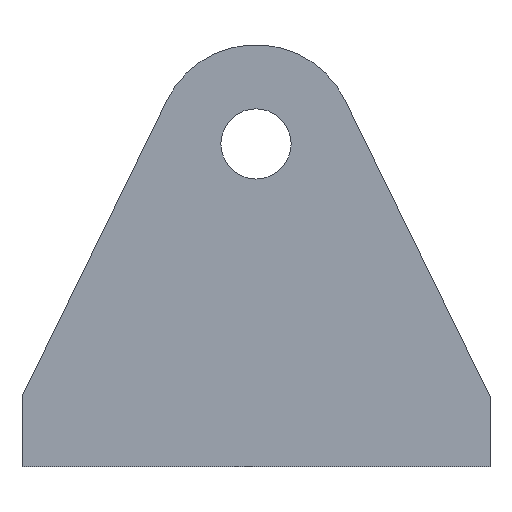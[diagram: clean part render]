
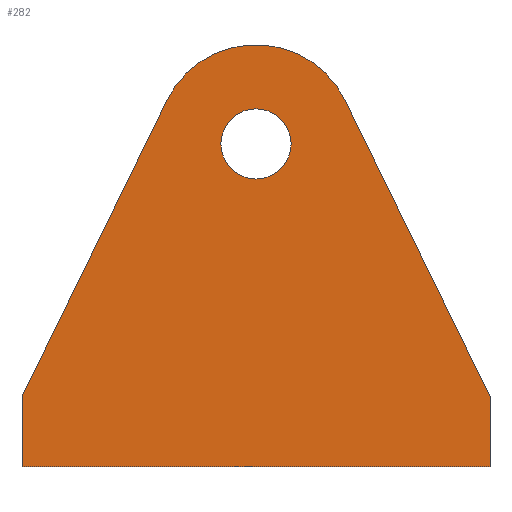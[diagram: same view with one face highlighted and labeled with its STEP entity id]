
A CAD part, front view. The second image highlights one B-rep face of the part: STEP entity #282.
In plain terms, the highlighted planar face has unit normal (0, -1, 0).
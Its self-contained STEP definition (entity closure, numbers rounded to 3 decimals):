
#30 = AXIS2_PLACEMENT_3D ( 'NONE', #518, #150, #391 ) ;
#32 = DIRECTION ( 'NONE',  ( 1., 0., 0. ) ) ;
#46 = PLANE ( 'NONE',  #251 ) ;
#52 = CIRCLE ( 'NONE', #487, 1.5 ) ;
#59 = ORIENTED_EDGE ( 'NONE', *, *, #317, .T. ) ;
#67 = CIRCLE ( 'NONE', #353, 4.24 ) ;
#84 = CARTESIAN_POINT ( 'NONE',  ( -5., -6.5, 3. ) ) ;
#88 = VERTEX_POINT ( 'NONE', #361 ) ;
#92 = CARTESIAN_POINT ( 'NONE',  ( 8.809, -6.5, 15.662 ) ) ;
#97 = ORIENTED_EDGE ( 'NONE', *, *, #198, .T. ) ;
#104 = CARTESIAN_POINT ( 'NONE',  ( 15., -6.5, 3. ) ) ;
#115 = CARTESIAN_POINT ( 'NONE',  ( 15., -6.5, 3. ) ) ;
#145 = VERTEX_POINT ( 'NONE', #538 ) ;
#150 = DIRECTION ( 'NONE',  ( 0., -1., 0. ) ) ;
#155 = DIRECTION ( 'NONE',  ( 0., 1., 0. ) ) ;
#168 = LINE ( 'NONE', #115, #672 ) ;
#185 = VECTOR ( 'NONE', #275, 1000. ) ;
#198 = EDGE_CURVE ( 'NONE', #88, #267, #367, .T. ) ;
#204 = DIRECTION ( 'NONE',  ( 0., 0., -1. ) ) ;
#205 = ORIENTED_EDGE ( 'NONE', *, *, #523, .T. ) ;
#209 = VECTOR ( 'NONE', #32, 1000. ) ;
#251 = AXIS2_PLACEMENT_3D ( 'NONE', #386, #155, #633 ) ;
#258 = CARTESIAN_POINT ( 'NONE',  ( -5., -6.5, 0. ) ) ;
#267 = VERTEX_POINT ( 'NONE', #258 ) ;
#271 = DIRECTION ( 'NONE',  ( 0., -1., 0. ) ) ;
#275 = DIRECTION ( 'NONE',  ( -0.439, 0., -0.898 ) ) ;
#282 = ADVANCED_FACE ( 'NONE', ( #678, #686 ), #46, .F. ) ;
#294 = VERTEX_POINT ( 'NONE', #104 ) ;
#312 = VERTEX_POINT ( 'NONE', #92 ) ;
#317 = EDGE_CURVE ( 'NONE', #267, #715, #565, .T. ) ;
#319 = CARTESIAN_POINT ( 'NONE',  ( 15., -6.5, 0. ) ) ;
#323 = DIRECTION ( 'NONE',  ( 0., 0., -1. ) ) ;
#330 = CARTESIAN_POINT ( 'NONE',  ( 1.191, -6.5, 15.662 ) ) ;
#331 = VERTEX_POINT ( 'NONE', #330 ) ;
#333 = CARTESIAN_POINT ( 'NONE',  ( 6.5, -6.5, 13.8 ) ) ;
#336 = DIRECTION ( 'NONE',  ( 0., -1., 0. ) ) ;
#353 = AXIS2_PLACEMENT_3D ( 'NONE', #629, #336, #574 ) ;
#361 = CARTESIAN_POINT ( 'NONE',  ( -5., -6.5, 3. ) ) ;
#363 = EDGE_CURVE ( 'NONE', #331, #88, #754, .T. ) ;
#367 = LINE ( 'NONE', #84, #460 ) ;
#386 = CARTESIAN_POINT ( 'NONE',  ( 15., -6.5, 3. ) ) ;
#387 = VECTOR ( 'NONE', #204, 1000. ) ;
#391 = DIRECTION ( 'NONE',  ( 1., 0., 0. ) ) ;
#394 = EDGE_CURVE ( 'NONE', #294, #715, #676, .T. ) ;
#399 = EDGE_CURVE ( 'NONE', #145, #411, #52, .T. ) ;
#406 = EDGE_CURVE ( 'NONE', #411, #145, #681, .T. ) ;
#411 = VERTEX_POINT ( 'NONE', #333 ) ;
#434 = EDGE_CURVE ( 'NONE', #312, #331, #67, .T. ) ;
#456 = CARTESIAN_POINT ( 'NONE',  ( -5., -6.5, 3. ) ) ;
#460 = VECTOR ( 'NONE', #323, 1000. ) ;
#466 = EDGE_LOOP ( 'NONE', ( #728, #603 ) ) ;
#487 = AXIS2_PLACEMENT_3D ( 'NONE', #618, #271, #743 ) ;
#493 = ORIENTED_EDGE ( 'NONE', *, *, #363, .T. ) ;
#518 = CARTESIAN_POINT ( 'NONE',  ( 5., -6.5, 13.8 ) ) ;
#519 = ORIENTED_EDGE ( 'NONE', *, *, #434, .T. ) ;
#523 = EDGE_CURVE ( 'NONE', #294, #312, #168, .T. ) ;
#538 = CARTESIAN_POINT ( 'NONE',  ( 3.5, -6.5, 13.8 ) ) ;
#542 = DIRECTION ( 'NONE',  ( -0.439, 0., 0.898 ) ) ;
#556 = ORIENTED_EDGE ( 'NONE', *, *, #394, .F. ) ;
#565 = LINE ( 'NONE', #568, #209 ) ;
#568 = CARTESIAN_POINT ( 'NONE',  ( 15., -6.5, 0. ) ) ;
#574 = DIRECTION ( 'NONE',  ( 1., 0., 0. ) ) ;
#603 = ORIENTED_EDGE ( 'NONE', *, *, #399, .F. ) ;
#609 = EDGE_LOOP ( 'NONE', ( #59, #556, #205, #519, #493, #97 ) ) ;
#618 = CARTESIAN_POINT ( 'NONE',  ( 5., -6.5, 13.8 ) ) ;
#629 = CARTESIAN_POINT ( 'NONE',  ( 5., -6.5, 13.8 ) ) ;
#633 = DIRECTION ( 'NONE',  ( -1., 0., 0. ) ) ;
#672 = VECTOR ( 'NONE', #542, 1000. ) ;
#676 = LINE ( 'NONE', #682, #387 ) ;
#678 = FACE_OUTER_BOUND ( 'NONE', #609, .T. ) ;
#681 = CIRCLE ( 'NONE', #30, 1.5 ) ;
#682 = CARTESIAN_POINT ( 'NONE',  ( 15., -6.5, 3. ) ) ;
#686 = FACE_BOUND ( 'NONE', #466, .T. ) ;
#715 = VERTEX_POINT ( 'NONE', #319 ) ;
#728 = ORIENTED_EDGE ( 'NONE', *, *, #406, .F. ) ;
#743 = DIRECTION ( 'NONE',  ( 1., 0., 0. ) ) ;
#754 = LINE ( 'NONE', #456, #185 ) ;
